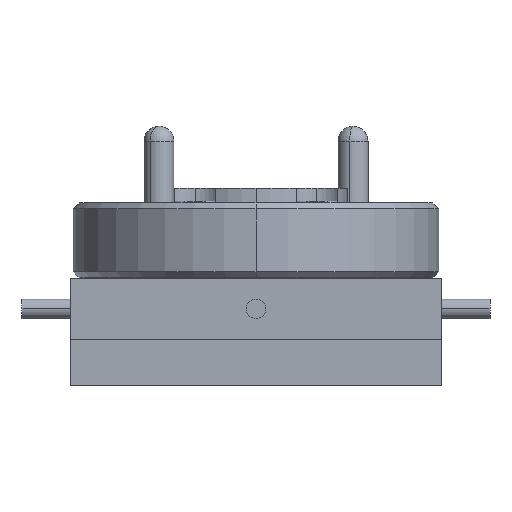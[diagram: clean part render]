
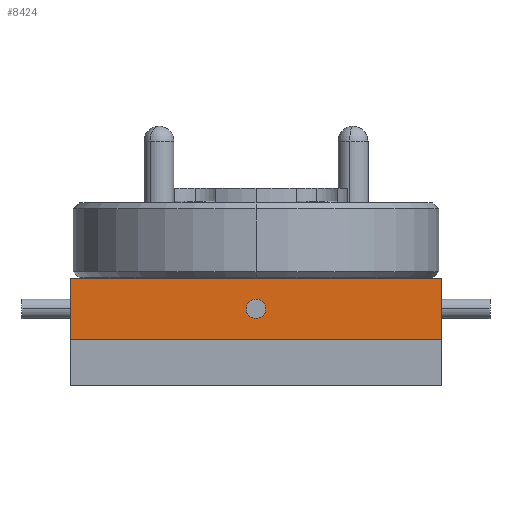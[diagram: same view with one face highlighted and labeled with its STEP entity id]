
A CAD part, left-side view. The second image highlights one B-rep face of the part: STEP entity #8424.
In plain terms, the highlighted face is planar.
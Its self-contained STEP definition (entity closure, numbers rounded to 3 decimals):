
#484 = CARTESIAN_POINT ( 'NONE',  ( 9.652, 9.652, 1.587 ) ) ;
#616 = CARTESIAN_POINT ( 'NONE',  ( 9.652, 9.652, -1.587 ) ) ;
#735 = CARTESIAN_POINT ( 'NONE',  ( 9.652, 9.652, 1.587 ) ) ;
#757 = CARTESIAN_POINT ( 'NONE',  ( 9.652, 9.652, -1.587 ) ) ;
#835 = DIRECTION ( 'NONE',  ( -1., 0., 0. ) ) ;
#871 = VERTEX_POINT ( 'NONE', #9920 ) ;
#881 = DIRECTION ( 'NONE',  ( 0., 0., -1. ) ) ;
#996 = VECTOR ( 'NONE', #881, 1000. ) ;
#1464 = LINE ( 'NONE', #757, #7944 ) ;
#1744 = EDGE_CURVE ( 'NONE', #871, #8263, #9394, .T. ) ;
#2297 = LINE ( 'NONE', #484, #4880 ) ;
#3011 = ORIENTED_EDGE ( 'NONE', *, *, #8571, .T. ) ;
#3411 = CARTESIAN_POINT ( 'NONE',  ( 9.652, -9.652, -1.587 ) ) ;
#3746 = DIRECTION ( 'NONE',  ( 0., 0., -1. ) ) ;
#4110 = FACE_OUTER_BOUND ( 'NONE', #5237, .T. ) ;
#4610 = VECTOR ( 'NONE', #8590, 1000. ) ;
#4880 = VECTOR ( 'NONE', #3746, 1000. ) ;
#5237 = EDGE_LOOP ( 'NONE', ( #5509, #6629, #6722, #3011 ) ) ;
#5280 = CARTESIAN_POINT ( 'NONE',  ( 9.652, 9.652, 1.587 ) ) ;
#5509 = ORIENTED_EDGE ( 'NONE', *, *, #9888, .T. ) ;
#6629 = ORIENTED_EDGE ( 'NONE', *, *, #7131, .F. ) ;
#6722 = ORIENTED_EDGE ( 'NONE', *, *, #1744, .F. ) ;
#6904 = VERTEX_POINT ( 'NONE', #616 ) ;
#7131 = EDGE_CURVE ( 'NONE', #8263, #6904, #2297, .T. ) ;
#7154 = VERTEX_POINT ( 'NONE', #3411 ) ;
#7165 = DIRECTION ( 'NONE',  ( 0., 1., 0. ) ) ;
#7384 = CARTESIAN_POINT ( 'NONE',  ( 9.652, -9.652, 1.587 ) ) ;
#7944 = VECTOR ( 'NONE', #7165, 1000. ) ;
#8086 = PLANE ( 'NONE',  #9339 ) ;
#8263 = VERTEX_POINT ( 'NONE', #5280 ) ;
#8424 = ADVANCED_FACE ( 'NONE', ( #4110 ), #8086, .F. ) ;
#8571 = EDGE_CURVE ( 'NONE', #871, #7154, #9855, .T. ) ;
#8590 = DIRECTION ( 'NONE',  ( 0., 1., 0. ) ) ;
#8789 = DIRECTION ( 'NONE',  ( 0., -1., 0. ) ) ;
#9339 = AXIS2_PLACEMENT_3D ( 'NONE', #735, #835, #8789 ) ;
#9394 = LINE ( 'NONE', #9505, #4610 ) ;
#9505 = CARTESIAN_POINT ( 'NONE',  ( 9.652, 9.652, 1.587 ) ) ;
#9855 = LINE ( 'NONE', #7384, #996 ) ;
#9888 = EDGE_CURVE ( 'NONE', #7154, #6904, #1464, .T. ) ;
#9920 = CARTESIAN_POINT ( 'NONE',  ( 9.652, -9.652, 1.587 ) ) ;
